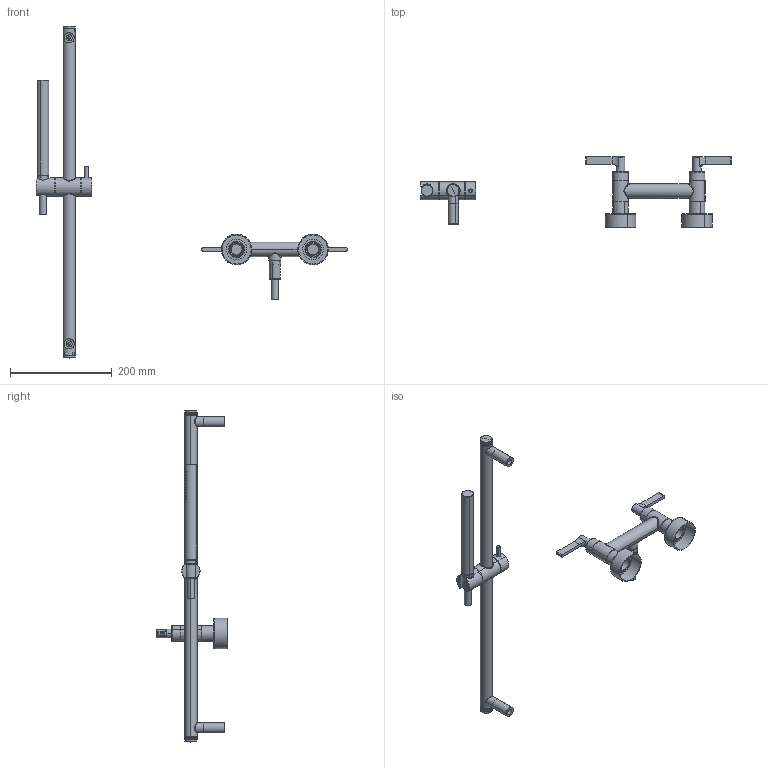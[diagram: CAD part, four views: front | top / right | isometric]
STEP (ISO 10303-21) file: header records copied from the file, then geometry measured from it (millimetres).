
FILE_DESCRIPTION(('CATIA V5 STEP Exchange','CAx-IF Rec.Pracs.--- Model Styling and Organization---1.5--- 2016-08-15','CAx-IF Rec.Pracs.---Supplemental Geometry---1.0---2011-11-01','CAx-IF Rec.Pracs.--- Composite Materials ---3.4---2017-06-13','CAx-IF Rec.Pracs.---Tessellated 3D Geometry---1.0---2015-12-17'),'2;1');
FILE_NAME('GL000460.stp','2023-02-03T08:47:46+00:00',('none'),('none'),'CATIA Version 5-6 Release 2020 SP2','CATIA V5 STEP AP242 v2','none');
FILE_SCHEMA(('AP242_MANAGED_MODEL_BASED_3D_ENGINEERING_MIM_LF {1 0 10303 442 1 1 4}'));
Length unit declared in the file: millimetre
Products named in the file (1): Product1_AllCATPart
Bounding box: 610.84 x 138.12 x 651 mm (x, y, z)
Volume: 447516.1 mm3; surface area: 253474.8 mm2
Topology: 21 solids, 21 shells, 1104 faces, 2867 edges, 1902 vertices
Faces by surface type: cylinder 474, plane 402, extrusion 104, cone 54, torus 40, bspline 18, sphere 12
Entity records: 38738 total; most frequent: CARTESIAN_POINT 14611, ORIENTED_EDGE 5702, DIRECTION 3113, EDGE_CURVE 2851, VERTEX_POINT 1902, AXIS2_PLACEMENT_3D 1425, EDGE_LOOP 1259, VECTOR 1201
